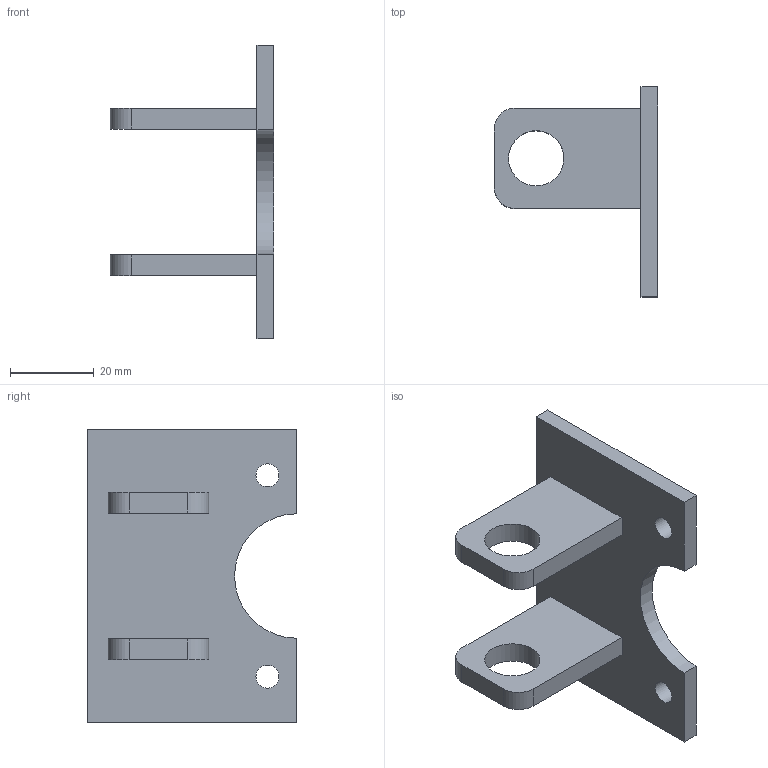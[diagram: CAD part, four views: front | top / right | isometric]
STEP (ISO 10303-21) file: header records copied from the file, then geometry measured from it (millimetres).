
FILE_DESCRIPTION(('FreeCAD Model'),'2;1');
FILE_NAME('LimitSwitchHolder_z-axis_chainholder.step','2019-02-05T13:05:29' ,('Author'),(''),'Open CASCADE STEP processor 7.3','FreeCAD','Unknown' );
FILE_SCHEMA(('AUTOMOTIVE_DESIGN { 1 0 10303 214 1 1 1 1 }'));
Length unit declared in the file: millimetre
Products named in the file (1): Boolean
Bounding box: 39 x 50 x 70 mm (x, y, z)
Volume: 19348.6 mm3; surface area: 11219.7 mm2
Topology: 1 solids, 1 shells, 26 faces, 66 edges, 44 vertices
Faces by surface type: plane 17, cylinder 9
Full cylindrical faces by diameter (mm): 5.5 x2, 13.2 x2
Entity records: 1700 total; most frequent: CARTESIAN_POINT 315, DIRECTION 259, LINE 158, VECTOR 158, ORIENTED_EDGE 132, PCURVE 132, DEFINITIONAL_REPRESENTATION 132, EDGE_CURVE 66
